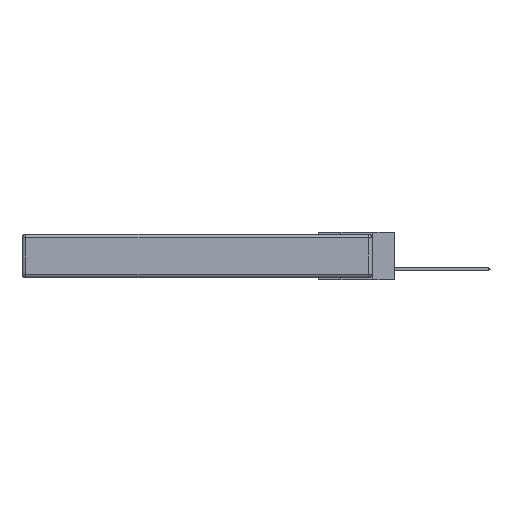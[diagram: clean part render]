
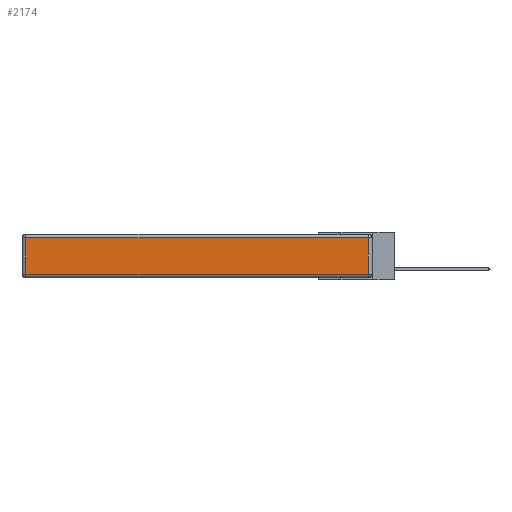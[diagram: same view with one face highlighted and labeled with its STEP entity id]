
A CAD part, left-side view. The second image highlights one B-rep face of the part: STEP entity #2174.
In plain terms, the highlighted planar face has unit normal (-1, 0, 0).
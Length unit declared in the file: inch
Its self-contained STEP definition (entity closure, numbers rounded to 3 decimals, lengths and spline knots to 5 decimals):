
#1462 = CARTESIAN_POINT ( 'NONE',  ( 0., 2.72, -0.343 ) ) ;
#1536 = ORIENTED_EDGE ( 'NONE', *, *, #27540, .T. ) ;
#1988 = VECTOR ( 'NONE', #5003, 39.37008 ) ;
#2174 = ADVANCED_FACE ( 'NONE', ( #21446 ), #20602, .T. ) ;
#2651 = EDGE_CURVE ( 'NONE', #26886, #29352, #28245, .T. ) ;
#2878 = VERTEX_POINT ( 'NONE', #4630 ) ;
#4630 = CARTESIAN_POINT ( 'NONE',  ( 0., 0.03, -0.313 ) ) ;
#5003 = DIRECTION ( 'NONE',  ( 0., 0., 1. ) ) ;
#5475 = VECTOR ( 'NONE', #11602, 39.37008 ) ;
#5503 = LINE ( 'NONE', #11799, #5475 ) ;
#6424 = EDGE_CURVE ( 'NONE', #18320, #2878, #5503, .T. ) ;
#6795 = VECTOR ( 'NONE', #14369, 39.37008 ) ;
#7548 = CARTESIAN_POINT ( 'NONE',  ( 0., 2.75, -0.03 ) ) ;
#8702 = AXIS2_PLACEMENT_3D ( 'NONE', #28999, #22192, #27414 ) ;
#11602 = DIRECTION ( 'NONE',  ( 0., -1., 0. ) ) ;
#11799 = CARTESIAN_POINT ( 'NONE',  ( 0., 0., -0.313 ) ) ;
#14369 = DIRECTION ( 'NONE',  ( 0., 1., 0. ) ) ;
#14411 = CARTESIAN_POINT ( 'NONE',  ( 0., 0.03, -0.343 ) ) ;
#16531 = ORIENTED_EDGE ( 'NONE', *, *, #6424, .T. ) ;
#16845 = CARTESIAN_POINT ( 'NONE',  ( 0., 2.72, -0.313 ) ) ;
#18320 = VERTEX_POINT ( 'NONE', #16845 ) ;
#20602 = PLANE ( 'NONE',  #8702 ) ;
#20630 = CARTESIAN_POINT ( 'NONE',  ( 0., 0.03, -0.03 ) ) ;
#21446 = FACE_OUTER_BOUND ( 'NONE', #27310, .T. ) ;
#22192 = DIRECTION ( 'NONE',  ( -1., 0., 0. ) ) ;
#22778 = ORIENTED_EDGE ( 'NONE', *, *, #28659, .T. ) ;
#22780 = LINE ( 'NONE', #1462, #26723 ) ;
#26723 = VECTOR ( 'NONE', #28647, 39.37008 ) ;
#26886 = VERTEX_POINT ( 'NONE', #20630 ) ;
#27310 = EDGE_LOOP ( 'NONE', ( #16531, #1536, #27532, #22778 ) ) ;
#27414 = DIRECTION ( 'NONE',  ( 0., 0., 1. ) ) ;
#27532 = ORIENTED_EDGE ( 'NONE', *, *, #2651, .T. ) ;
#27540 = EDGE_CURVE ( 'NONE', #2878, #26886, #29184, .T. ) ;
#28245 = LINE ( 'NONE', #7548, #6795 ) ;
#28647 = DIRECTION ( 'NONE',  ( 0., 0., -1. ) ) ;
#28659 = EDGE_CURVE ( 'NONE', #29352, #18320, #22780, .T. ) ;
#28999 = CARTESIAN_POINT ( 'NONE',  ( 0., 0., -0.343 ) ) ;
#29123 = CARTESIAN_POINT ( 'NONE',  ( 0., 2.72, -0.03 ) ) ;
#29184 = LINE ( 'NONE', #14411, #1988 ) ;
#29352 = VERTEX_POINT ( 'NONE', #29123 ) ;
